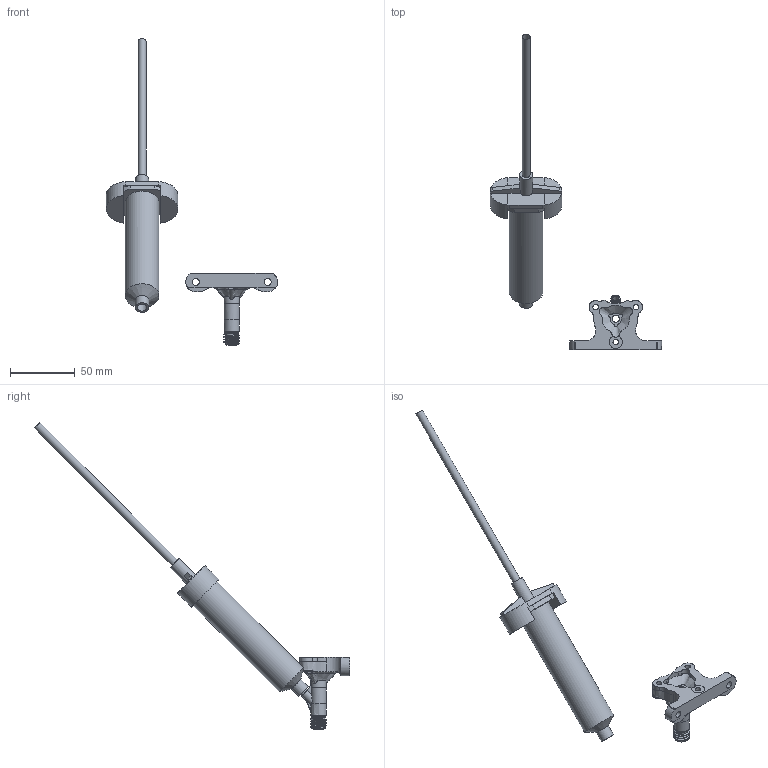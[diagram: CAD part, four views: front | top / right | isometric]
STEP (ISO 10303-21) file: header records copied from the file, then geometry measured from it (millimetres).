
FILE_DESCRIPTION(/* description */ (''),/* implementation_level */ '2;1');
FILE_NAME(/* name */ 'Extruder',/* time_stamp */ '2024-12-16T21:19:45+03:00',/* author */ (''),/* organization */ (''),/* preprocessor_version */ 'ST-DEVELOPER v16.5',/* originating_system */ '',/* authorisation */ '');
FILE_SCHEMA (('CONFIG_CONTROL_DESIGN'));
Length unit declared in the file: millimetre
Products named in the file (1): Document
Bounding box: 131.81 x 242.89 x 236.36 mm (x, y, z)
Volume: 11496.4 mm3; surface area: 37855.4 mm2
Topology: 1 solids, 3 shells, 617 faces, 1405 edges, 795 vertices
Faces by surface type: bspline 510, plane 62, cylinder 45
Full cylindrical faces by diameter (mm): 4.25 x3, 4.659 x1, 5.3 x2, 6 x1, 6.6 x2, 7.469 x1, 9.79 x1, 10 x2, 10.09 x3, 10.5 x1, 24 x1, 26 x1
Entity records: 31736 total; most frequent: CARTESIAN_POINT 22880, ORIENTED_EDGE 2793, EDGE_CURVE 1401, B_SPLINE_CURVE_WITH_KNOTS 1114, VERTEX_POINT 788, EDGE_LOOP 635, ADVANCED_FACE 617, FACE_OUTER_BOUND 617
